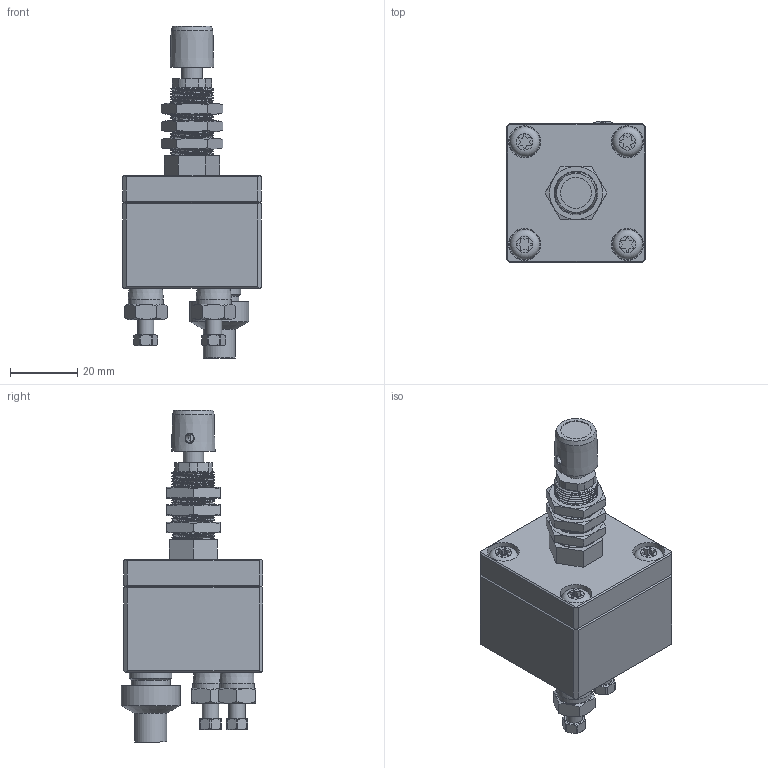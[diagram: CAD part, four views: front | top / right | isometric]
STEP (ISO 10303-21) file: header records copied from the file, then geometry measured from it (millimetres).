
FILE_DESCRIPTION(/* description */ ('Gas flow controller'),/* implementation_level */ '2;1');
FILE_NAME(/* name */ '313436-FC22AS1K Gas flow controller.stp',/* time_stamp */ '2016-05-11T11:57:00+02:00',/* author */ ('Franzp'),/* organization */ (''),/* preprocessor_version */ 'ST-DEVELOPER v15.6',/* originating_system */ 'Autodesk Inventor 2015',/* authorisation */ '');
FILE_SCHEMA (('AUTOMOTIVE_DESIGN { 1 0 10303 214 3 1 1 }'));
Length unit declared in the file: centimetre
Products named in the file (1): 313436
Bounding box: 41.27 x 42.08 x 98.59 mm (x, y, z)
Volume: 66877.2 mm3; surface area: 15887.9 mm2
Topology: 2 solids, 2 shells, 375 faces, 1015 edges, 666 vertices
Faces by surface type: plane 222, cylinder 97, cone 40, bspline 12, torus 4
Full cylindrical faces by diameter (mm): 1.727 x2, 2.487 x2, 3.2 x1, 4.318 x1, 4.826 x2, 6.096 x1, 8.89 x4, 9.2 x1, 9.525 x5, 10.414 x2, 10.6 x1, 11.557 x1, 12.7 x1, 14.732 x1, 17.526 x1
Entity records: 22223 total; most frequent: CARTESIAN_POINT 12940, ORIENTED_EDGE 1826, DIRECTION 1762, EDGE_CURVE 913, AXIS2_PLACEMENT_3D 646, VERTEX_POINT 631, EDGE_LOOP 484, LINE 470
